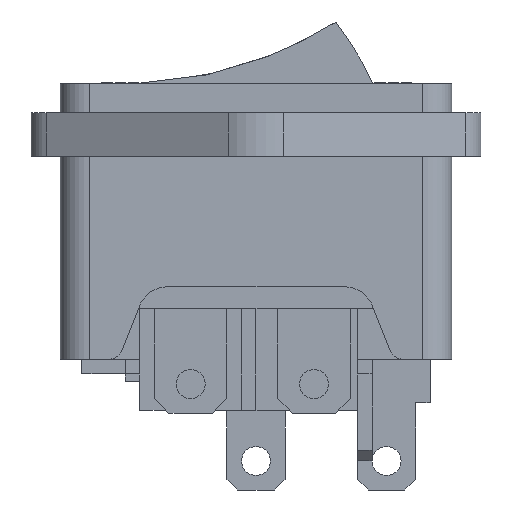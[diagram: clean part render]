
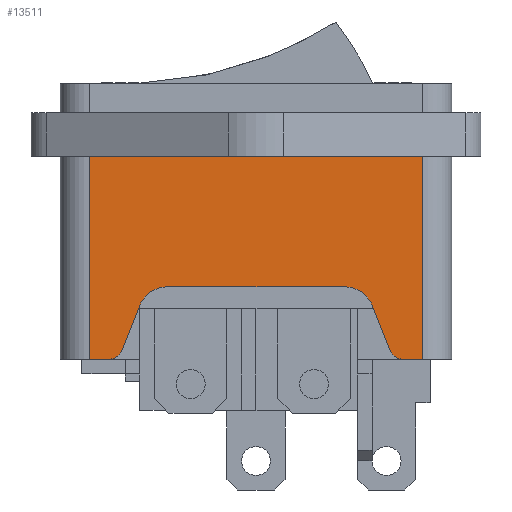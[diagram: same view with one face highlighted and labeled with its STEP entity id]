
A CAD part, left-side view. The second image highlights one B-rep face of the part: STEP entity #13511.
In plain terms, the highlighted planar face has unit normal (-1, 0, 0).
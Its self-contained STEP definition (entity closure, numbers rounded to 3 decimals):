
#99 = ORIENTED_EDGE ( 'NONE', *, *, #15363, .T. ) ;
#355 = EDGE_CURVE ( 'NONE', #23150, #27015, #26258, .T. ) ;
#1500 = DIRECTION ( 'NONE',  ( 0., 0., -1. ) ) ;
#1557 = LINE ( 'NONE', #19720, #27843 ) ;
#1820 = VERTEX_POINT ( 'NONE', #23323 ) ;
#1839 = ORIENTED_EDGE ( 'NONE', *, *, #28514, .F. ) ;
#2381 = EDGE_CURVE ( 'NONE', #29721, #27784, #15293, .T. ) ;
#2817 = EDGE_CURVE ( 'NONE', #23150, #23003, #16035, .T. ) ;
#3552 = LINE ( 'NONE', #29681, #29837 ) ;
#4434 = CARTESIAN_POINT ( 'NONE',  ( -23., 8.003, -13.257 ) ) ;
#4840 = CIRCLE ( 'NONE', #11333, 1. ) ;
#4948 = DIRECTION ( 'NONE',  ( 0., 1., 0. ) ) ;
#5018 = VERTEX_POINT ( 'NONE', #12855 ) ;
#5197 = VERTEX_POINT ( 'NONE', #6715 ) ;
#5277 = CARTESIAN_POINT ( 'NONE',  ( -23., 10.177, -16. ) ) ;
#6038 = CARTESIAN_POINT ( 'NONE',  ( -23., 11.5, -17. ) ) ;
#6244 = ORIENTED_EDGE ( 'NONE', *, *, #29729, .T. ) ;
#6250 = DIRECTION ( 'NONE',  ( 0., 1., 0. ) ) ;
#6563 = CARTESIAN_POINT ( 'NONE',  ( -23., -8.003, -13.257 ) ) ;
#6715 = CARTESIAN_POINT ( 'NONE',  ( -23., -11.5, -17. ) ) ;
#7069 = LINE ( 'NONE', #28287, #24038 ) ;
#7072 = ORIENTED_EDGE ( 'NONE', *, *, #7952, .F. ) ;
#7762 = VERTEX_POINT ( 'NONE', #19975 ) ;
#7777 = DIRECTION ( 'NONE',  ( -1., 0., 0. ) ) ;
#7952 = EDGE_CURVE ( 'NONE', #7762, #27784, #7069, .T. ) ;
#8195 = CARTESIAN_POINT ( 'NONE',  ( -23., 11.5, -3. ) ) ;
#8639 = PLANE ( 'NONE',  #25899 ) ;
#9103 = VECTOR ( 'NONE', #4948, 1000. ) ;
#9775 = CARTESIAN_POINT ( 'NONE',  ( -23., -13.5, -17. ) ) ;
#10655 = CARTESIAN_POINT ( 'NONE',  ( -23., -13.5, -3. ) ) ;
#11097 = ORIENTED_EDGE ( 'NONE', *, *, #18985, .T. ) ;
#11333 = AXIS2_PLACEMENT_3D ( 'NONE', #5277, #22479, #17837 ) ;
#11444 = CIRCLE ( 'NONE', #14173, 2. ) ;
#11706 = AXIS2_PLACEMENT_3D ( 'NONE', #25017, #7777, #29711 ) ;
#12095 = VECTOR ( 'NONE', #22034, 1000. ) ;
#12109 = VERTEX_POINT ( 'NONE', #21640 ) ;
#12855 = CARTESIAN_POINT ( 'NONE',  ( -23., -11.5, -3. ) ) ;
#13208 = ORIENTED_EDGE ( 'NONE', *, *, #2817, .T. ) ;
#13511 = ADVANCED_FACE ( 'NONE', ( #20377 ), #8639, .F. ) ;
#13520 = ORIENTED_EDGE ( 'NONE', *, *, #30471, .T. ) ;
#13804 = CARTESIAN_POINT ( 'NONE',  ( -23., -13.5, -17. ) ) ;
#13861 = ORIENTED_EDGE ( 'NONE', *, *, #30733, .F. ) ;
#14173 = AXIS2_PLACEMENT_3D ( 'NONE', #25305, #25414, #15517 ) ;
#14507 = VECTOR ( 'NONE', #19017, 1000. ) ;
#15058 = VECTOR ( 'NONE', #24717, 1000. ) ;
#15188 = EDGE_CURVE ( 'NONE', #5197, #1820, #22172, .T. ) ;
#15293 = LINE ( 'NONE', #24333, #14507 ) ;
#15363 = EDGE_CURVE ( 'NONE', #7762, #20193, #4840, .T. ) ;
#15517 = DIRECTION ( 'NONE',  ( 0., 0., -1. ) ) ;
#15853 = ORIENTED_EDGE ( 'NONE', *, *, #15188, .F. ) ;
#16035 = CIRCLE ( 'NONE', #24557, 2. ) ;
#16802 = ORIENTED_EDGE ( 'NONE', *, *, #32052, .T. ) ;
#17254 = CARTESIAN_POINT ( 'NONE',  ( -23., -6.146, -12. ) ) ;
#17837 = DIRECTION ( 'NONE',  ( 0., 0., -1. ) ) ;
#18823 = VERTEX_POINT ( 'NONE', #4434 ) ;
#18985 = EDGE_CURVE ( 'NONE', #5018, #29721, #25571, .T. ) ;
#19017 = DIRECTION ( 'NONE',  ( 0., 0., -1. ) ) ;
#19720 = CARTESIAN_POINT ( 'NONE',  ( -23., -7.5, -12. ) ) ;
#19975 = CARTESIAN_POINT ( 'NONE',  ( -23., 10.177, -17. ) ) ;
#20047 = CARTESIAN_POINT ( 'NONE',  ( -23., 7.5, -12. ) ) ;
#20193 = VERTEX_POINT ( 'NONE', #23712 ) ;
#20377 = FACE_OUTER_BOUND ( 'NONE', #28364, .T. ) ;
#21640 = CARTESIAN_POINT ( 'NONE',  ( -23., -9.249, -16.371 ) ) ;
#22034 = DIRECTION ( 'NONE',  ( 0., 1., 0. ) ) ;
#22172 = LINE ( 'NONE', #9775, #9103 ) ;
#22479 = DIRECTION ( 'NONE',  ( -1., 0., 0. ) ) ;
#22554 = VECTOR ( 'NONE', #28311, 1000. ) ;
#23003 = VERTEX_POINT ( 'NONE', #6563 ) ;
#23150 = VERTEX_POINT ( 'NONE', #17254 ) ;
#23213 = DIRECTION ( 'NONE',  ( 1., 0., 0. ) ) ;
#23323 = CARTESIAN_POINT ( 'NONE',  ( -23., -10.177, -17. ) ) ;
#23699 = CARTESIAN_POINT ( 'NONE',  ( -23., 9.5, -17. ) ) ;
#23712 = CARTESIAN_POINT ( 'NONE',  ( -23., 9.249, -16.371 ) ) ;
#24038 = VECTOR ( 'NONE', #6250, 1000. ) ;
#24333 = CARTESIAN_POINT ( 'NONE',  ( -23., 11.5, -17. ) ) ;
#24557 = AXIS2_PLACEMENT_3D ( 'NONE', #30488, #23213, #28242 ) ;
#24598 = CARTESIAN_POINT ( 'NONE',  ( -23., 6.146, -12. ) ) ;
#24717 = DIRECTION ( 'NONE',  ( 0., 1., 0. ) ) ;
#25017 = CARTESIAN_POINT ( 'NONE',  ( -23., -10.177, -16. ) ) ;
#25305 = CARTESIAN_POINT ( 'NONE',  ( -23., 6.146, -14. ) ) ;
#25414 = DIRECTION ( 'NONE',  ( 1., 0., 0. ) ) ;
#25571 = LINE ( 'NONE', #10655, #12095 ) ;
#25899 = AXIS2_PLACEMENT_3D ( 'NONE', #13804, #28529, #1500 ) ;
#26176 = ORIENTED_EDGE ( 'NONE', *, *, #2381, .T. ) ;
#26258 = LINE ( 'NONE', #20047, #15058 ) ;
#26815 = LINE ( 'NONE', #23699, #22554 ) ;
#26929 = DIRECTION ( 'NONE',  ( 0., 0., 1. ) ) ;
#27015 = VERTEX_POINT ( 'NONE', #24598 ) ;
#27784 = VERTEX_POINT ( 'NONE', #6038 ) ;
#27843 = VECTOR ( 'NONE', #29872, 1000. ) ;
#28242 = DIRECTION ( 'NONE',  ( 0., 0., -1. ) ) ;
#28287 = CARTESIAN_POINT ( 'NONE',  ( -23., -13.5, -17. ) ) ;
#28311 = DIRECTION ( 'NONE',  ( 0., 0.371, -0.928 ) ) ;
#28364 = EDGE_LOOP ( 'NONE', ( #1839, #13520, #15853, #16802, #11097, #26176, #7072, #99, #13861, #6244, #30959, #13208 ) ) ;
#28471 = CIRCLE ( 'NONE', #11706, 1. ) ;
#28514 = EDGE_CURVE ( 'NONE', #12109, #23003, #1557, .T. ) ;
#28529 = DIRECTION ( 'NONE',  ( 1., 0., 0. ) ) ;
#29681 = CARTESIAN_POINT ( 'NONE',  ( -23., -11.5, -17. ) ) ;
#29711 = DIRECTION ( 'NONE',  ( 0., 0., -1. ) ) ;
#29721 = VERTEX_POINT ( 'NONE', #8195 ) ;
#29729 = EDGE_CURVE ( 'NONE', #18823, #27015, #11444, .T. ) ;
#29837 = VECTOR ( 'NONE', #26929, 1000. ) ;
#29872 = DIRECTION ( 'NONE',  ( 0., 0.371, 0.928 ) ) ;
#30471 = EDGE_CURVE ( 'NONE', #12109, #1820, #28471, .T. ) ;
#30488 = CARTESIAN_POINT ( 'NONE',  ( -23., -6.146, -14. ) ) ;
#30733 = EDGE_CURVE ( 'NONE', #18823, #20193, #26815, .T. ) ;
#30959 = ORIENTED_EDGE ( 'NONE', *, *, #355, .F. ) ;
#32052 = EDGE_CURVE ( 'NONE', #5197, #5018, #3552, .T. ) ;
